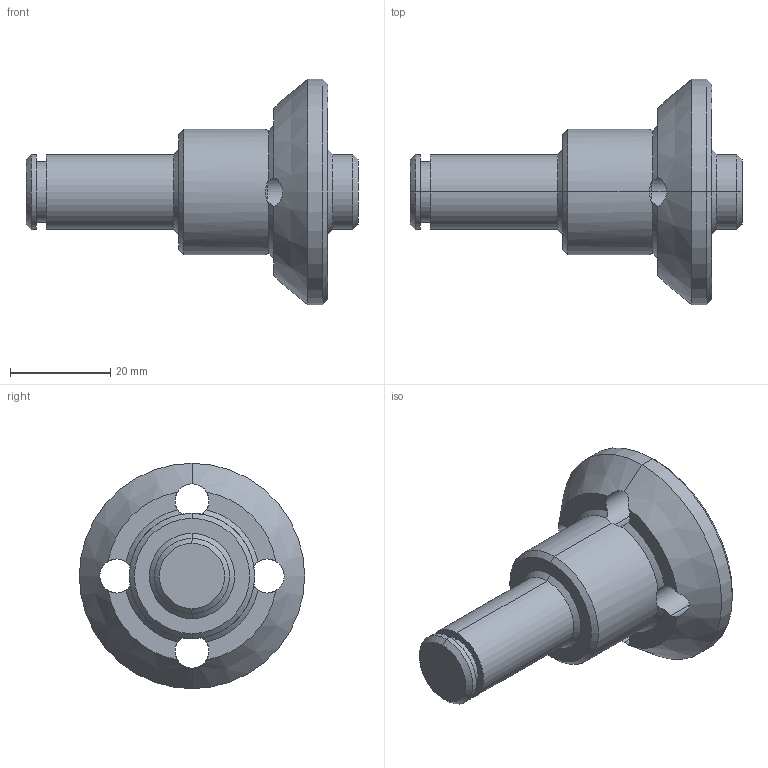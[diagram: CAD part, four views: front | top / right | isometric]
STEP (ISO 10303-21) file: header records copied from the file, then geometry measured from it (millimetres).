
FILE_DESCRIPTION (( 'STEP AP203' ), '1' );
FILE_NAME ('front wheel axle2.STEP', '2017-03-10T10:30:14', ( '' ), ( '' ), 'SwSTEP 2.0', 'SolidWorks 2015', '' );
FILE_SCHEMA (( 'CONFIG_CONTROL_DESIGN' ));
Length unit declared in the file: millimetre
Products named in the file (1): front wheel axle2
Bounding box: 66.3 x 45 x 45 mm (x, y, z)
Volume: 28740.4 mm3; surface area: 7771.6 mm2
Topology: 1 solids, 1 shells, 61 faces, 151 edges, 92 vertices
Faces by surface type: cone 31, cylinder 20, plane 10
Entity records: 2042 total; most frequent: CARTESIAN_POINT 477, DIRECTION 335, ORIENTED_EDGE 302, EDGE_CURVE 151, AXIS2_PLACEMENT_3D 142, VERTEX_POINT 92, CIRCLE 80, EDGE_LOOP 69
